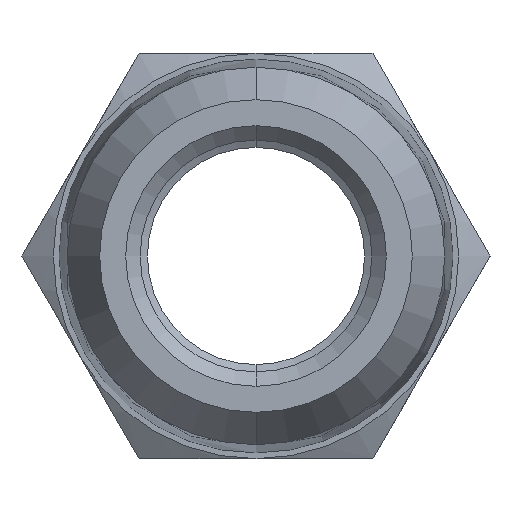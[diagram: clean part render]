
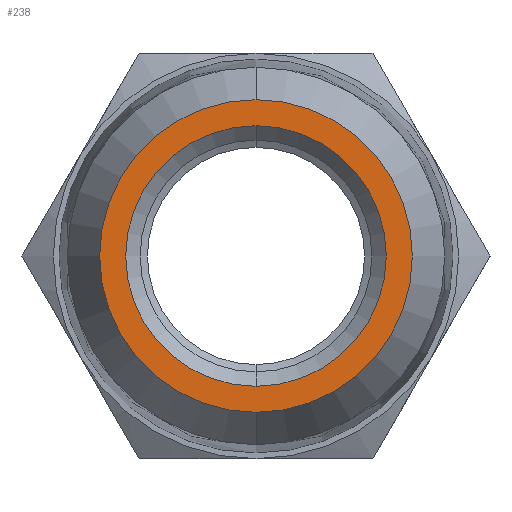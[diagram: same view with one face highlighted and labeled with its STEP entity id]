
A CAD part, front view. The second image highlights one B-rep face of the part: STEP entity #238.
In plain terms, the highlighted planar face has unit normal (0, -1, 0).
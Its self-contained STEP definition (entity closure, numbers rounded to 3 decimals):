
#70 = PLANE ( 'NONE',  #1419 ) ;
#77 = CARTESIAN_POINT ( 'NONE',  ( 0., 0., -5.4 ) ) ;
#93 = VERTEX_POINT ( 'NONE', #164 ) ;
#106 = CARTESIAN_POINT ( 'NONE',  ( 0., 0., 5.4 ) ) ;
#164 = CARTESIAN_POINT ( 'NONE',  ( 0., 0., 4.5 ) ) ;
#180 = AXIS2_PLACEMENT_3D ( 'NONE', #939, #1163, #1059 ) ;
#226 = VERTEX_POINT ( 'NONE', #77 ) ;
#238 = ADVANCED_FACE ( 'NONE', ( #894, #937 ), #70, .T. ) ;
#307 = EDGE_CURVE ( 'NONE', #1141, #93, #340, .T. ) ;
#324 = DIRECTION ( 'NONE',  ( 0., 0., -1. ) ) ;
#328 = DIRECTION ( 'NONE',  ( 0., 1., 0. ) ) ;
#340 = CIRCLE ( 'NONE', #180, 4.5 ) ;
#364 = CARTESIAN_POINT ( 'NONE',  ( 0., 0., 0. ) ) ;
#389 = CIRCLE ( 'NONE', #1422, 4.5 ) ;
#391 = CIRCLE ( 'NONE', #649, 5.4 ) ;
#454 = CARTESIAN_POINT ( 'NONE',  ( 0., 0., 0. ) ) ;
#513 = ORIENTED_EDGE ( 'NONE', *, *, #307, .T. ) ;
#544 = EDGE_CURVE ( 'NONE', #793, #226, #391, .T. ) ;
#617 = AXIS2_PLACEMENT_3D ( 'NONE', #1134, #797, #781 ) ;
#649 = AXIS2_PLACEMENT_3D ( 'NONE', #364, #834, #1413 ) ;
#665 = DIRECTION ( 'NONE',  ( 0., -1., 0. ) ) ;
#705 = ORIENTED_EDGE ( 'NONE', *, *, #544, .T. ) ;
#776 = CARTESIAN_POINT ( 'NONE',  ( 0., 0., -4.5 ) ) ;
#780 = DIRECTION ( 'NONE',  ( 0., 0., -1. ) ) ;
#781 = DIRECTION ( 'NONE',  ( 0., 0., -1. ) ) ;
#793 = VERTEX_POINT ( 'NONE', #106 ) ;
#797 = DIRECTION ( 'NONE',  ( 0., -1., 0. ) ) ;
#834 = DIRECTION ( 'NONE',  ( 0., -1., 0. ) ) ;
#847 = ORIENTED_EDGE ( 'NONE', *, *, #1246, .T. ) ;
#869 = EDGE_LOOP ( 'NONE', ( #513, #919 ) ) ;
#894 = FACE_OUTER_BOUND ( 'NONE', #1229, .T. ) ;
#919 = ORIENTED_EDGE ( 'NONE', *, *, #1257, .T. ) ;
#937 = FACE_BOUND ( 'NONE', #869, .T. ) ;
#939 = CARTESIAN_POINT ( 'NONE',  ( 0., 0., 0. ) ) ;
#994 = CARTESIAN_POINT ( 'NONE',  ( 0., 0., 0. ) ) ;
#1059 = DIRECTION ( 'NONE',  ( 0., 0., -1. ) ) ;
#1134 = CARTESIAN_POINT ( 'NONE',  ( 0., 0., 0. ) ) ;
#1141 = VERTEX_POINT ( 'NONE', #776 ) ;
#1163 = DIRECTION ( 'NONE',  ( 0., 1., 0. ) ) ;
#1229 = EDGE_LOOP ( 'NONE', ( #705, #847 ) ) ;
#1246 = EDGE_CURVE ( 'NONE', #226, #793, #1410, .T. ) ;
#1257 = EDGE_CURVE ( 'NONE', #93, #1141, #389, .T. ) ;
#1410 = CIRCLE ( 'NONE', #617, 5.4 ) ;
#1413 = DIRECTION ( 'NONE',  ( 0., 0., -1. ) ) ;
#1419 = AXIS2_PLACEMENT_3D ( 'NONE', #994, #665, #780 ) ;
#1422 = AXIS2_PLACEMENT_3D ( 'NONE', #454, #328, #324 ) ;
